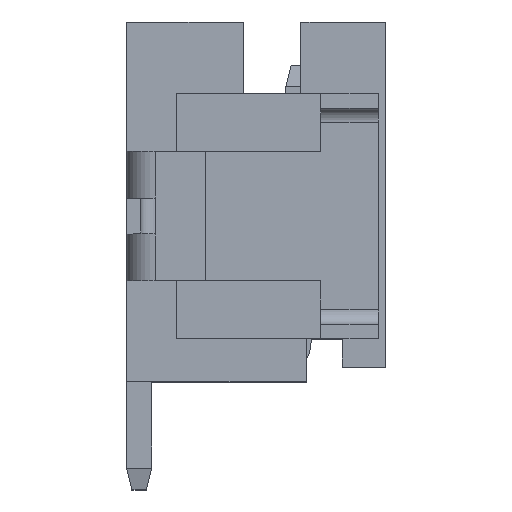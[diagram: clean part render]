
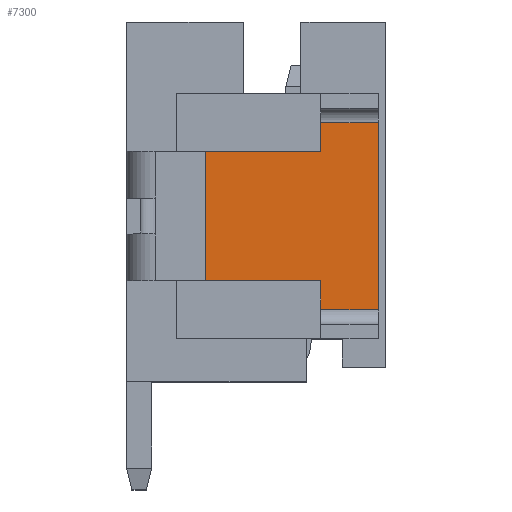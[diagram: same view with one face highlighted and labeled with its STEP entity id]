
A CAD part, top view. The second image highlights one B-rep face of the part: STEP entity #7300.
In plain terms, the highlighted planar face has unit normal (0, 0, 1).
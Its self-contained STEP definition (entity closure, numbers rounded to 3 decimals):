
#2580=CARTESIAN_POINT('',(0.283,1.27,14.15));
#2590=VERTEX_POINT('',#2580);
#2820=CARTESIAN_POINT('',(-0.417,1.27,14.15));
#2830=VERTEX_POINT('',#2820);
#2860=CARTESIAN_POINT('',(0.,1.27,14.15));
#2870=DIRECTION('',(1.,0.,0.));
#2880=VECTOR('',#2870,1.);
#2890=LINE('',#2860,#2880);
#2900=CARTESIAN_POINT('',(-0.751,1.27,14.15));
#2910=VERTEX_POINT('',#2900);
#2920=EDGE_CURVE('',#2910,#2830,#2890,.T.);
#3100=CARTESIAN_POINT('',(-0.917,1.27,14.15));
#3110=VERTEX_POINT('',#3100);
#3140=CARTESIAN_POINT('',(-1.167,1.27,14.15));
#3150=VERTEX_POINT('',#3140);
#3160=EDGE_CURVE('',#3150,#3110,#2890,.T.);
#4320=CARTESIAN_POINT('',(-0.387,1.426,14.15));
#4330=DIRECTION('',(0.981,0.196,
0.));
#4340=VECTOR('',#4330,1.);
#4350=LINE('',#4320,#4340);
#4360=CARTESIAN_POINT('',(-1.256,1.252,14.15));
#4370=VERTEX_POINT('',#4360);
#4380=EDGE_CURVE('',#4370,#3150,#4350,.T.);
#4760=CARTESIAN_POINT('',(0.283,-1.08,14.15));
#4770=VERTEX_POINT('',#4760);
#4800=CARTESIAN_POINT('',(0.283,-0.448,14.15));
#4810=DIRECTION('',(0.,-1.,0.));
#4820=VECTOR('',#4810,1.);
#4830=LINE('',#4800,#4820);
#4840=CARTESIAN_POINT('',(0.283,-1.13,14.15));
#4850=VERTEX_POINT('',#4840);
#4860=EDGE_CURVE('',#4770,#4850,#4830,.T.);
#5370=CARTESIAN_POINT('',(1.083,1.77,14.15));
#5380=DIRECTION('',(0.,0.,-1.));
#5390=DIRECTION('',(1.,0.,0.));
#5400=AXIS2_PLACEMENT_3D('',#5370,#5380,#5390);
#5410=PLANE('',#5400);
#5420=CARTESIAN_POINT('',(-1.417,-0.448,14.15));
#5430=DIRECTION('',(0.,1.,0.));
#5440=VECTOR('',#5430,1.);
#5450=LINE('',#5420,#5440);
#5460=CARTESIAN_POINT('',(-1.417,0.97,14.15));
#5470=VERTEX_POINT('',#5460);
#5480=CARTESIAN_POINT('',(-1.417,1.07,14.15));
#5490=VERTEX_POINT('',#5480);
#5500=EDGE_CURVE('',#5470,#5490,#5450,.T.);
#5510=ORIENTED_EDGE('',*,*,#5500,.F.);
#5520=CARTESIAN_POINT('',(-1.217,1.056,14.15));
#5530=DIRECTION('',(0.,0.,1.));
#5540=DIRECTION('',(0.,-1.,0.));
#5550=AXIS2_PLACEMENT_3D('',#5520,#5530,#5540);
#5560=CIRCLE('',#5550,0.2);
#5570=EDGE_CURVE('',#4370,#5490,#5560,.T.);
#5580=ORIENTED_EDGE('',*,*,#5570,.T.);
#5590=ORIENTED_EDGE('',*,*,#4380,.F.);
#5600=ORIENTED_EDGE('',*,*,#3160,.F.);
#5610=CARTESIAN_POINT('',(-0.917,-0.448,14.15));
#5620=DIRECTION('',(0.,-1.,0.));
#5630=VECTOR('',#5620,1.);
#5640=LINE('',#5610,#5630);
#5650=CARTESIAN_POINT('',(-0.917,1.22,14.15));
#5660=VERTEX_POINT('',#5650);
#5670=EDGE_CURVE('',#3110,#5660,#5640,.T.);
#5680=ORIENTED_EDGE('',*,*,#5670,.F.);
#5690=CARTESIAN_POINT('',(-0.387,1.379,14.15));
#5700=DIRECTION('',(0.958,0.287,
0.));
#5710=VECTOR('',#5700,1.);
#5720=LINE('',#5690,#5710);
#5730=EDGE_CURVE('',#5660,#2910,#5720,.T.);
#5740=ORIENTED_EDGE('',*,*,#5730,.F.);
#5750=ORIENTED_EDGE('',*,*,#2920,.F.);
#5760=CARTESIAN_POINT('',(-0.417,-0.448,14.15));
#5770=DIRECTION('',(0.,-1.,0.));
#5780=VECTOR('',#5770,1.);
#5790=LINE('',#5760,#5780);
#5800=CARTESIAN_POINT('',(-0.417,1.22,14.15));
#5810=VERTEX_POINT('',#5800);
#5820=EDGE_CURVE('',#2830,#5810,#5790,.T.);
#5830=ORIENTED_EDGE('',*,*,#5820,.F.);
#5840=CARTESIAN_POINT('',(-0.387,1.22,14.15));
#5850=DIRECTION('',(1.,0.,0.));
#5860=VECTOR('',#5850,1.);
#5870=LINE('',#5840,#5860);
#5880=CARTESIAN_POINT('',(0.283,1.22,14.15));
#5890=VERTEX_POINT('',#5880);
#5900=EDGE_CURVE('',#5810,#5890,#5870,.T.);
#5910=ORIENTED_EDGE('',*,*,#5900,.F.);
#5920=CARTESIAN_POINT('',(0.283,-0.448,14.15));
#5930=DIRECTION('',(0.,-1.,0.));
#5940=VECTOR('',#5930,1.);
#5950=LINE('',#5920,#5940);
#5960=EDGE_CURVE('',#2590,#5890,#5950,.T.);
#5970=ORIENTED_EDGE('',*,*,#5960,.T.);
#5980=CARTESIAN_POINT('',(0.283,0.,14.15));
#5990=DIRECTION('',(0.,1.,0.));
#6000=VECTOR('',#5990,1.);
#6010=LINE('',#5980,#6000);
#6020=CARTESIAN_POINT('',(0.283,1.37,14.15));
#6030=VERTEX_POINT('',#6020);
#6040=EDGE_CURVE('',#2590,#6030,#6010,.T.);
#6050=ORIENTED_EDGE('',*,*,#6040,.F.);
#6060=CARTESIAN_POINT('',(-0.387,1.37,14.15));
#6070=DIRECTION('',(-1.,0.,0.));
#6080=VECTOR('',#6070,1.);
#6090=LINE('',#6060,#6080);
#6100=CARTESIAN_POINT('',(1.083,1.37,14.15));
#6110=VERTEX_POINT('',#6100);
#6120=EDGE_CURVE('',#6110,#6030,#6090,.T.);
#6130=ORIENTED_EDGE('',*,*,#6120,.T.);
#6140=CARTESIAN_POINT('',(1.083,-0.448,14.15));
#6150=DIRECTION('',(0.,-1.,0.));
#6160=VECTOR('',#6150,1.);
#6170=LINE('',#6140,#6160);
#6180=CARTESIAN_POINT('',(1.083,-1.23,14.15));
#6190=VERTEX_POINT('',#6180);
#6200=EDGE_CURVE('',#6110,#6190,#6170,.T.);
#6210=ORIENTED_EDGE('',*,*,#6200,.F.);
#6220=CARTESIAN_POINT('',(-0.387,-1.23,14.15));
#6230=DIRECTION('',(1.,0.,0.));
#6240=VECTOR('',#6230,1.);
#6250=LINE('',#6220,#6240);
#6260=CARTESIAN_POINT('',(0.283,-1.23,14.15));
#6270=VERTEX_POINT('',#6260);
#6280=EDGE_CURVE('',#6270,#6190,#6250,.T.);
#6290=ORIENTED_EDGE('',*,*,#6280,.T.);
#6300=CARTESIAN_POINT('',(0.283,0.,14.15));
#6310=DIRECTION('',(0.,1.,0.));
#6320=VECTOR('',#6310,1.);
#6330=LINE('',#6300,#6320);
#6340=EDGE_CURVE('',#6270,#4850,#6330,.T.);
#6350=ORIENTED_EDGE('',*,*,#6340,.F.);
#6360=ORIENTED_EDGE('',*,*,#4860,.T.);
#6370=CARTESIAN_POINT('',(-0.387,-1.08,14.15));
#6380=DIRECTION('',(-1.,0.,0.));
#6390=VECTOR('',#6380,1.);
#6400=LINE('',#6370,#6390);
#6410=CARTESIAN_POINT('',(-0.417,-1.08,14.15));
#6420=VERTEX_POINT('',#6410);
#6430=EDGE_CURVE('',#4770,#6420,#6400,.T.);
#6440=ORIENTED_EDGE('',*,*,#6430,.F.);
#6450=CARTESIAN_POINT('',(-0.417,-0.448,14.15));
#6460=DIRECTION('',(0.,-1.,0.));
#6470=VECTOR('',#6460,1.);
#6480=LINE('',#6450,#6470);
#6490=CARTESIAN_POINT('',(-0.417,-1.13,14.15));
#6500=VERTEX_POINT('',#6490);
#6510=EDGE_CURVE('',#6420,#6500,#6480,.T.);
#6520=ORIENTED_EDGE('',*,*,#6510,.F.);
#6530=CARTESIAN_POINT('',(0.,-1.13,14.15));
#6540=DIRECTION('',(-1.,0.,0.));
#6550=VECTOR('',#6540,1.);
#6560=LINE('',#6530,#6550);
#6570=CARTESIAN_POINT('',(-0.751,-1.13,14.15));
#6580=VERTEX_POINT('',#6570);
#6590=EDGE_CURVE('',#6500,#6580,#6560,.T.);
#6600=ORIENTED_EDGE('',*,*,#6590,.F.);
#6610=CARTESIAN_POINT('',(-0.387,-1.24,14.15));
#6620=DIRECTION('',(-0.958,0.287,
0.));
#6630=VECTOR('',#6620,1.);
#6640=LINE('',#6610,#6630);
#6650=CARTESIAN_POINT('',(-0.917,-1.08,14.15));
#6660=VERTEX_POINT('',#6650);
#6670=EDGE_CURVE('',#6580,#6660,#6640,.T.);
#6680=ORIENTED_EDGE('',*,*,#6670,.F.);
#6690=CARTESIAN_POINT('',(-0.917,-0.448,14.15));
#6700=DIRECTION('',(0.,-1.,0.));
#6710=VECTOR('',#6700,1.);
#6720=LINE('',#6690,#6710);
#6730=CARTESIAN_POINT('',(-0.917,-1.13,14.15));
#6740=VERTEX_POINT('',#6730);
#6750=EDGE_CURVE('',#6660,#6740,#6720,.T.);
#6760=ORIENTED_EDGE('',*,*,#6750,.F.);
#6770=CARTESIAN_POINT('',(-1.167,-1.13,14.15));
#6780=VERTEX_POINT('',#6770);
#6790=EDGE_CURVE('',#6740,#6780,#6560,.T.);
#6800=ORIENTED_EDGE('',*,*,#6790,.F.);
#6810=CARTESIAN_POINT('',(-0.387,-1.287,14.15));
#6820=DIRECTION('',(-0.981,0.196,
0.));
#6830=VECTOR('',#6820,1.);
#6840=LINE('',#6810,#6830);
#6850=CARTESIAN_POINT('',(-1.256,-1.113,14.15));
#6860=VERTEX_POINT('',#6850);
#6870=EDGE_CURVE('',#6780,#6860,#6840,.T.);
#6880=ORIENTED_EDGE('',*,*,#6870,.F.);
#6890=CARTESIAN_POINT('',(-1.217,-0.917,14.15));
#6900=DIRECTION('',(0.,0.,-1.));
#6910=DIRECTION('',(0.,1.,0.));
#6920=AXIS2_PLACEMENT_3D('',#6890,#6900,#6910);
#6930=CIRCLE('',#6920,0.2);
#6940=CARTESIAN_POINT('',(-1.417,-0.931,14.15));
#6950=VERTEX_POINT('',#6940);
#6960=EDGE_CURVE('',#6860,#6950,#6930,.T.);
#6970=ORIENTED_EDGE('',*,*,#6960,.F.);
#6980=CARTESIAN_POINT('',(-1.417,-0.448,14.15));
#6990=DIRECTION('',(0.,1.,0.));
#7000=VECTOR('',#6990,1.);
#7010=LINE('',#6980,#7000);
#7020=CARTESIAN_POINT('',(-1.417,-0.83,14.15));
#7030=VERTEX_POINT('',#7020);
#7040=EDGE_CURVE('',#6950,#7030,#7010,.T.);
#7050=ORIENTED_EDGE('',*,*,#7040,.F.);
#7060=CARTESIAN_POINT('',(-0.387,-0.83,14.15));
#7070=DIRECTION('',(-1.,0.,0.));
#7080=VECTOR('',#7070,1.);
#7090=LINE('',#7060,#7080);
#7100=CARTESIAN_POINT('',(-2.017,-0.83,14.15));
#7110=VERTEX_POINT('',#7100);
#7120=EDGE_CURVE('',#7030,#7110,#7090,.T.);
#7130=ORIENTED_EDGE('',*,*,#7120,.F.);
#7140=CARTESIAN_POINT('',(-2.017,1.77,14.15));
#7150=DIRECTION('',(0.,-1.,0.));
#7160=VECTOR('',#7150,1.);
#7170=LINE('',#7140,#7160);
#7180=CARTESIAN_POINT('',(-2.017,0.97,14.15));
#7190=VERTEX_POINT('',#7180);
#7200=EDGE_CURVE('',#7190,#7110,#7170,.T.);
#7210=ORIENTED_EDGE('',*,*,#7200,.T.);
#7220=CARTESIAN_POINT('',(-0.387,0.97,14.15));
#7230=DIRECTION('',(1.,0.,0.));
#7240=VECTOR('',#7230,1.);
#7250=LINE('',#7220,#7240);
#7260=EDGE_CURVE('',#7190,#5470,#7250,.T.);
#7270=ORIENTED_EDGE('',*,*,#7260,.F.);
#7280=EDGE_LOOP('',(#7270,#7210,#7130,#7050,#6970,#6880,#6800,#6760,
#6680,#6600,#6520,#6440,#6360,#6350,#6290,#6210,#6130,#6050,#5970,#5910,
#5830,#5750,#5740,#5680,#5600,#5590,#5580,#5510));
#7290=FACE_OUTER_BOUND('',#7280,.T.);
#7300=ADVANCED_FACE('',(#7290),#5410,.F.);
